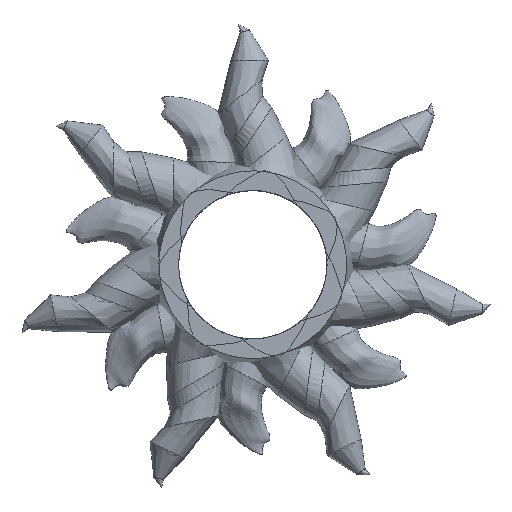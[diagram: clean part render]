
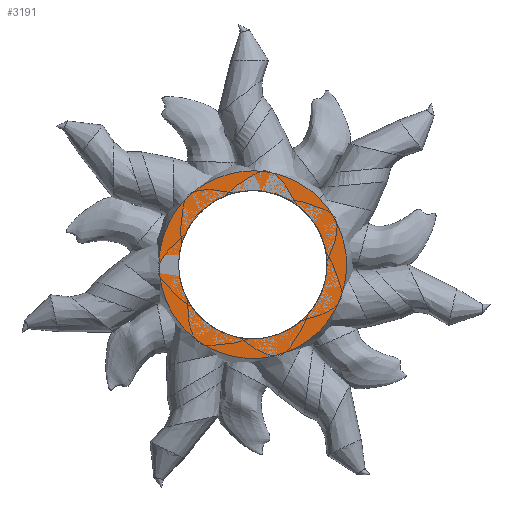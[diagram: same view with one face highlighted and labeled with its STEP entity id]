
A CAD part, top view. The second image highlights one B-rep face of the part: STEP entity #3191.
In plain terms, the highlighted planar face has unit normal (0, 0, 1).
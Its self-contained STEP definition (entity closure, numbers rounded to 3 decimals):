
#14=FACE_BOUND('',#417,.T.);
#187=PLANE('',#3408);
#240=FACE_OUTER_BOUND('',#416,.T.);
#416=EDGE_LOOP('',(#2254,#2255,#2256,#2257));
#417=EDGE_LOOP('',(#2258));
#768=CIRCLE('',#3406,2.836);
#1003=B_SPLINE_CURVE_WITH_KNOTS('',3,(#6413,#6414,#6415,#6416,#6417,#6418,
#6419,#6420,#6421,#6422,#6423,#6424),.UNSPECIFIED.,.F.,.F.,(4,2,2,2,2,4),
(-0.597,-0.532,-0.442,-0.297,
-0.135,0.),.UNSPECIFIED.);
#1006=B_SPLINE_CURVE_WITH_KNOTS('',3,(#6613,#6614,#6615,#6616,#6617,#6618,
#6619,#6620,#6621,#6622,#6623,#6624),.UNSPECIFIED.,.F.,.F.,(4,2,2,2,2,4),
(-0.597,-0.532,-0.442,-0.297,
-0.135,0.),.UNSPECIFIED.);
#1007=B_SPLINE_CURVE_WITH_KNOTS('',3,(#6627,#6628,#6629,#6630,#6631,#6632,
#6633,#6634,#6635,#6636,#6637,#6638),.UNSPECIFIED.,.F.,.F.,(4,2,2,2,2,4),
(-0.597,-0.532,-0.442,-0.297,
-0.135,0.),.UNSPECIFIED.);
#1008=B_SPLINE_CURVE_WITH_KNOTS('',3,(#6639,#6640,#6641,#6642,#6643,#6644,
#6645,#6646,#6647,#6648,#6649,#6650),.UNSPECIFIED.,.F.,.F.,(4,2,2,2,2,4),
(-0.597,-0.532,-0.442,-0.297,
-0.135,0.),.UNSPECIFIED.);
#1235=VERTEX_POINT('',#6177);
#1240=VERTEX_POINT('',#6402);
#1241=VERTEX_POINT('',#6412);
#1242=VERTEX_POINT('',#6603);
#1243=VERTEX_POINT('',#6626);
#1632=EDGE_CURVE('',#1235,#1235,#768,.T.);
#1638=EDGE_CURVE('',#1240,#1241,#1003,.T.);
#1641=EDGE_CURVE('',#1242,#1240,#1006,.T.);
#1642=EDGE_CURVE('',#1243,#1242,#1007,.T.);
#1643=EDGE_CURVE('',#1241,#1243,#1008,.T.);
#2254=ORIENTED_EDGE('',*,*,#1638,.F.);
#2255=ORIENTED_EDGE('',*,*,#1641,.F.);
#2256=ORIENTED_EDGE('',*,*,#1642,.F.);
#2257=ORIENTED_EDGE('',*,*,#1643,.F.);
#2258=ORIENTED_EDGE('',*,*,#1632,.T.);
#3191=ADVANCED_FACE('',(#240,#14),#187,.F.);
#3406=AXIS2_PLACEMENT_3D('',#6179,#3734,#3735);
#3408=AXIS2_PLACEMENT_3D('',#6625,#3738,#3739);
#3734=DIRECTION('center_axis',(0.,0.,-1.));
#3735=DIRECTION('ref_axis',(1.,0.,0.));
#3738=DIRECTION('center_axis',(0.,0.,-1.));
#3739=DIRECTION('ref_axis',(-1.,0.,0.));
#6177=CARTESIAN_POINT('',(-2.768,-0.714,1.681));
#6179=CARTESIAN_POINT('Origin',(0.068,-0.714,1.681));
#6402=CARTESIAN_POINT('',(2.606,1.824,1.681));
#6412=CARTESIAN_POINT('',(2.606,-3.252,1.681));
#6413=CARTESIAN_POINT('Ctrl Pts',(2.606,1.824,1.681));
#6414=CARTESIAN_POINT('Ctrl Pts',(2.827,1.603,1.681));
#6415=CARTESIAN_POINT('Ctrl Pts',(2.977,1.394,1.681));
#6416=CARTESIAN_POINT('Ctrl Pts',(3.218,1.014,1.681));
#6417=CARTESIAN_POINT('Ctrl Pts',(3.336,0.773,1.681));
#6418=CARTESIAN_POINT('Ctrl Pts',(3.574,0.132,1.681));
#6419=CARTESIAN_POINT('Ctrl Pts',(3.656,-0.293,1.681));
#6420=CARTESIAN_POINT('Ctrl Pts',(3.655,-1.187,1.681));
#6421=CARTESIAN_POINT('Ctrl Pts',(3.553,-1.661,1.681));
#6422=CARTESIAN_POINT('Ctrl Pts',(3.222,-2.457,1.681));
#6423=CARTESIAN_POINT('Ctrl Pts',(2.987,-2.871,1.681));
#6424=CARTESIAN_POINT('Ctrl Pts',(2.606,-3.252,1.681));
#6603=CARTESIAN_POINT('',(-2.47,1.824,1.681));
#6613=CARTESIAN_POINT('Ctrl Pts',(-2.47,1.824,1.681));
#6614=CARTESIAN_POINT('Ctrl Pts',(-2.249,2.045,1.681));
#6615=CARTESIAN_POINT('Ctrl Pts',(-2.04,2.195,1.681));
#6616=CARTESIAN_POINT('Ctrl Pts',(-1.66,2.436,1.681));
#6617=CARTESIAN_POINT('Ctrl Pts',(-1.419,2.554,1.681));
#6618=CARTESIAN_POINT('Ctrl Pts',(-0.778,2.792,1.681));
#6619=CARTESIAN_POINT('Ctrl Pts',(-0.353,2.874,1.681));
#6620=CARTESIAN_POINT('Ctrl Pts',(0.541,2.873,1.681));
#6621=CARTESIAN_POINT('Ctrl Pts',(1.015,2.771,1.681));
#6622=CARTESIAN_POINT('Ctrl Pts',(1.811,2.44,1.681));
#6623=CARTESIAN_POINT('Ctrl Pts',(2.225,2.205,1.681));
#6624=CARTESIAN_POINT('Ctrl Pts',(2.606,1.824,1.681));
#6625=CARTESIAN_POINT('Origin',(4.868,-0.714,1.681));
#6626=CARTESIAN_POINT('',(-2.47,-3.252,1.681));
#6627=CARTESIAN_POINT('Ctrl Pts',(-2.47,-3.252,1.681));
#6628=CARTESIAN_POINT('Ctrl Pts',(-2.691,-3.031,1.681));
#6629=CARTESIAN_POINT('Ctrl Pts',(-2.841,-2.822,1.681));
#6630=CARTESIAN_POINT('Ctrl Pts',(-3.082,-2.442,1.681));
#6631=CARTESIAN_POINT('Ctrl Pts',(-3.2,-2.201,1.681));
#6632=CARTESIAN_POINT('Ctrl Pts',(-3.438,-1.56,1.681));
#6633=CARTESIAN_POINT('Ctrl Pts',(-3.52,-1.135,1.681));
#6634=CARTESIAN_POINT('Ctrl Pts',(-3.519,-0.241,
1.681));
#6635=CARTESIAN_POINT('Ctrl Pts',(-3.417,0.233,1.681));
#6636=CARTESIAN_POINT('Ctrl Pts',(-3.086,1.029,1.681));
#6637=CARTESIAN_POINT('Ctrl Pts',(-2.851,1.443,1.681));
#6638=CARTESIAN_POINT('Ctrl Pts',(-2.47,1.824,1.681));
#6639=CARTESIAN_POINT('Ctrl Pts',(2.606,-3.252,1.681));
#6640=CARTESIAN_POINT('Ctrl Pts',(2.385,-3.472,1.681));
#6641=CARTESIAN_POINT('Ctrl Pts',(2.176,-3.622,1.681));
#6642=CARTESIAN_POINT('Ctrl Pts',(1.796,-3.864,1.681));
#6643=CARTESIAN_POINT('Ctrl Pts',(1.555,-3.982,1.681));
#6644=CARTESIAN_POINT('Ctrl Pts',(0.914,-4.22,1.681));
#6645=CARTESIAN_POINT('Ctrl Pts',(0.489,-4.301,1.681));
#6646=CARTESIAN_POINT('Ctrl Pts',(-0.405,-4.301,
1.681));
#6647=CARTESIAN_POINT('Ctrl Pts',(-0.879,-4.199,1.681));
#6648=CARTESIAN_POINT('Ctrl Pts',(-1.675,-3.867,1.681));
#6649=CARTESIAN_POINT('Ctrl Pts',(-2.089,-3.633,1.681));
#6650=CARTESIAN_POINT('Ctrl Pts',(-2.47,-3.252,1.681));
